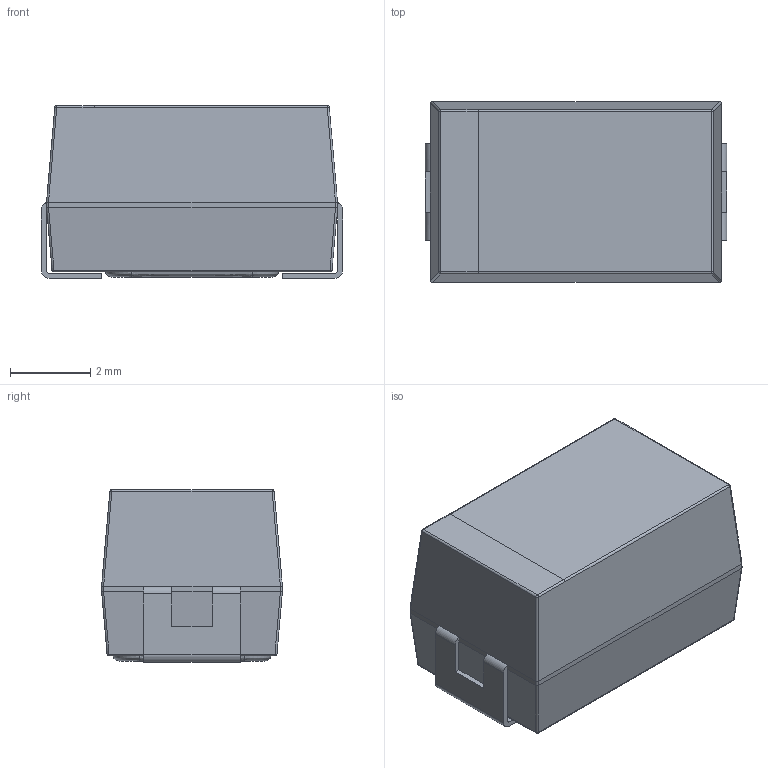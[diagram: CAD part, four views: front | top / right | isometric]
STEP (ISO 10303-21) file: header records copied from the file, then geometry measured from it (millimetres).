
FILE_DESCRIPTION(('STEP AP214'), '1');
FILE_NAME('CAPM-TANT', '2020-10-20T17:14:52', ('AF'), (''), 'UNSPECIFIED', 'UNSPECIFIED', '');
FILE_SCHEMA(('AUTOMOTIVE_DESIGN { 1 0 10303 214 3 1 1}'));
Length unit declared in the file: millimetre
Bounding box: 7.5 x 4.5 x 4.3 mm (x, y, z)
Volume: 130.5 mm3; surface area: 185.8 mm2
Topology: 3 solids, 3 shells, 90 faces, 231 edges, 138 vertices
Faces by surface type: plane 44, cylinder 30, bspline 16
Entity records: 3732 total; most frequent: CARTESIAN_POINT 882, ORIENTED_EDGE 430, DIRECTION 415, EDGE_CURVE 215, LINE 149, VECTOR 149, AXIS2_PLACEMENT_3D 133, VERTEX_POINT 128
